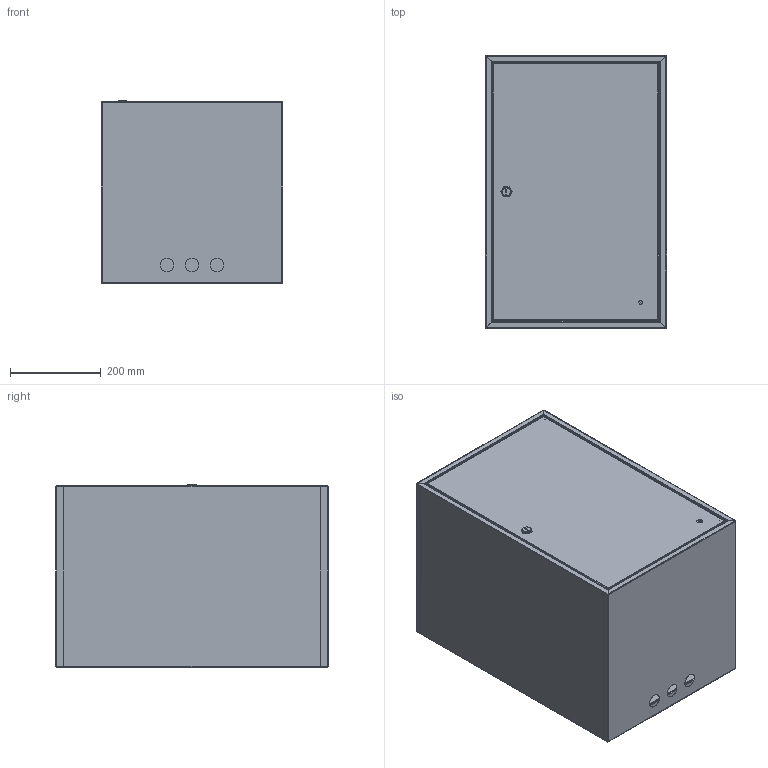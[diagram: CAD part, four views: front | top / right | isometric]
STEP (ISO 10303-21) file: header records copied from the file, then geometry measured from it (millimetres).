
FILE_DESCRIPTION (( 'STEP AP203' ), '1' );
FILE_NAME ('ﾙﾌﾏ- 60.40.40 (ﾙﾌﾏ-11) IP31 EKF PROxima.STEP', '2021-07-13T08:25:26', ( '' ), ( '' ), 'SwSTEP 2.0', 'SolidWorks 2021', '' );
FILE_SCHEMA (( 'CONFIG_CONTROL_DESIGN' ));
Length unit declared in the file: millimetre
Products named in the file (16): ÌÈ-1721.01.01.001 Ñòåíêà ïðàâàÿ; ﾙﾌﾏ- 60.40.40 (ﾙﾌﾏ-11) IP31 EKF PROxima; pan head cross recess screw_din_DIN EN ISO 7045 - M4 x 16 - Z - 16N; ÌÈ-1721.01.00.001 Ñòåíêà ëåâàÿ; ÌÈ-1721.01.00.000 ÑÁ Êîðïóñ â ñáîðå; ÌÈ-1721.01.01.000 ÑÁ Ñòåíêà ïðàâàÿ â ñáîðå; ÌÈ-1720.01.02.000 ÑÁ Ñòåíêà çàäíÿÿ â ñáîðå; hex flange nut_din_Hexagon Flange Nut DIN 6923 - M6 - N; Øïèëüêà Ì6õ20; Çàìîê ïî÷òîâûé; ÌÈ-1720.02.00.000 ÑÁ Äâåðü â ñáîðå; ÌÈ-1720.00.00.001 Ïàíåëü ìîíòàæíàÿ; ﾌﾈ-1720.02.00.001 ﾄ粢; Çàêëåïêà ãàå÷íàÿ Ì4_Œ8; ÌÈ-1720.01.02.001 Ñòåíêà çàäíÿÿ; Øïèëüêà Ì6õ12
Assembly tree (26 placements, depth 4):
  ﾙﾌﾏ- 60.40.40 (ﾙﾌﾏ-11) IP31 EKF PROxima
    ÌÈ-1721.01.00.000 ÑÁ Êîðïóñ â ñáîðå
      ÌÈ-1721.01.01.000 ÑÁ Ñòåíêà ïðàâàÿ â ñáîðå
        ÌÈ-1721.01.01.001 Ñòåíêà ïðàâàÿ
        Øïèëüêà Ì6õ12
      ÌÈ-1720.01.02.000 ÑÁ Ñòåíêà çàäíÿÿ â ñáîðå
        ÌÈ-1720.01.02.001 Ñòåíêà çàäíÿÿ
        Øïèëüêà Ì6õ20  x4
      ÌÈ-1721.01.00.001 Ñòåíêà ëåâàÿ
    ÌÈ-1720.02.00.000 ÑÁ Äâåðü â ñáîðå
      ﾌﾈ-1720.02.00.001 ﾄ粢
      Çàêëåïêà ãàå÷íàÿ Ì4_Œ8  x2
      Øïèëüêà Ì6õ12
      Çàìîê ïî÷òîâûé
    hex flange nut_din_Hexagon Flange Nut DIN 6923 - M6 - N  x6
    ÌÈ-1720.00.00.001 Ïàíåëü ìîíòàæíàÿ
    pan head cross recess screw_din_DIN EN ISO 7045 - M4 x 16 - Z - 16N  x2
Bounding box: 400 x 600 x 403 mm (x, y, z)
Volume: 1266604.5 mm3; surface area: 3149664 mm2
Topology: 22 solids, 22 shells, 1027 faces, 2433 edges, 1482 vertices
Faces by surface type: plane 474, cylinder 200, bspline 195, cone 126, torus 28, sphere 4
Entity records: 24814 total; most frequent: CARTESIAN_POINT 8735, ORIENTED_EDGE 3018, DIRECTION 2655, EDGE_CURVE 1509, VECTOR 921, LINE 921, VERTEX_POINT 913, AXIS2_PLACEMENT_3D 867
